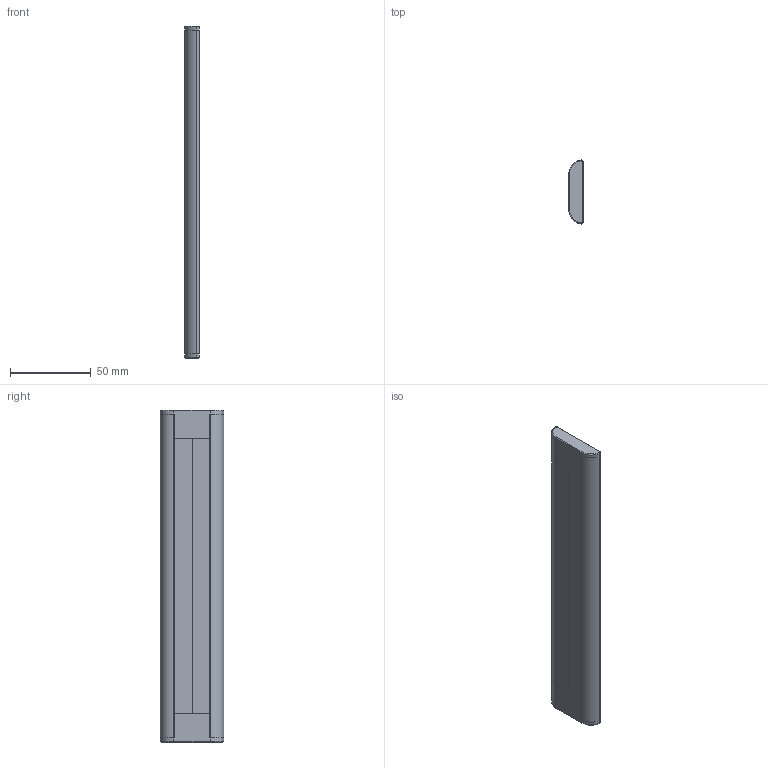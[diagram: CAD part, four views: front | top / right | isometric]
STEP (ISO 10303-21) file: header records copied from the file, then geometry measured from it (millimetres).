
FILE_DESCRIPTION((''),'2;1');
FILE_NAME('AP005_ASM','2020-08-25T',('Administrator'),(''),'PRO/ENGINEER BY PARAMETRIC TECHNOLOGY CORPORATION, 2011310','PRO/ENGINEER BY PARAMETRIC TECHNOLOGY CORPORATION, 2011310','');
FILE_SCHEMA(('AUTOMOTIVE_DESIGN_CC2 { 1 2 10303 214 -1 1 5 2 }'));
Length unit declared in the file: millimetre
Products named in the file (5): AP005-BASE; AP005-DIFFUSE; AP005-ENDCAP-1; AP005-ENDCAP-0; AP005_ASM
Assembly tree (4 placements, depth 2):
  AP005_ASM
    AP005-BASE
    AP005-DIFFUSE
    AP005-ENDCAP-1
    AP005-ENDCAP-0
Bounding box: 8.8 x 39.2 x 205.1 mm (x, y, z)
Volume: 22722 mm3; surface area: 39773.1 mm2
Topology: 4 solids, 4 shells, 194 faces, 498 edges, 316 vertices
Faces by surface type: cylinder 95, plane 65, torus 20, sphere 8, bspline 6
Entity records: 7720 total; most frequent: CARTESIAN_POINT 1243, DIRECTION 1104, ORIENTED_EDGE 996, PRESENTATION_STYLE_ASSIGNMENT 502, STYLED_ITEM 502, CURVE_STYLE 498, EDGE_CURVE 498, AXIS2_PLACEMENT_3D 425
